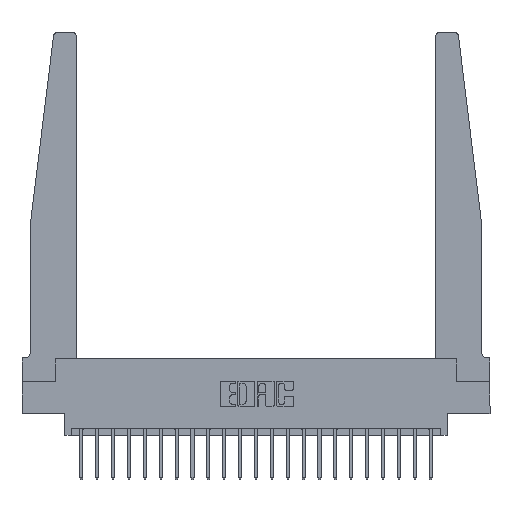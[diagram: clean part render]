
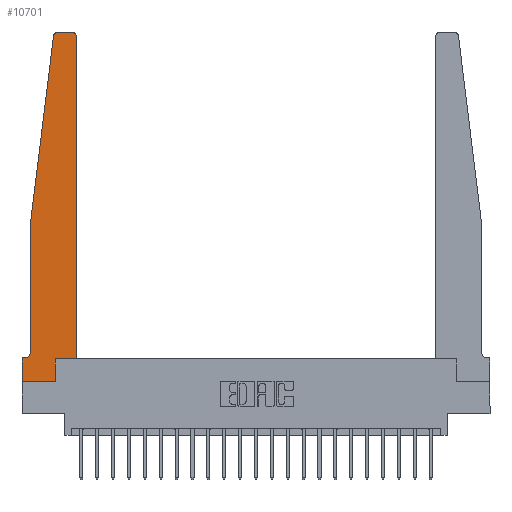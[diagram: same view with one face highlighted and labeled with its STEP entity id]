
A CAD part, top view. The second image highlights one B-rep face of the part: STEP entity #10701.
In plain terms, the highlighted planar face has unit normal (0, 0, 1).
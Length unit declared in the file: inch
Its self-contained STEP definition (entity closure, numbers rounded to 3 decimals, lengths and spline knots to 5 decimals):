
#545 = DIRECTION ( 'NONE',  ( 0., -1., 0. ) ) ;
#745 = DIRECTION ( 'NONE',  ( 1., 0., 0. ) ) ;
#835 = EDGE_CURVE ( 'NONE', #17714, #17104, #12414, .T. ) ;
#1126 = CARTESIAN_POINT ( 'NONE',  ( 0.2605, 0.18, 0.37 ) ) ;
#1152 = CARTESIAN_POINT ( 'NONE',  ( 0.065, 1.25, 0.37 ) ) ;
#1193 = VECTOR ( 'NONE', #745, 39.37008 ) ;
#1284 = ORIENTED_EDGE ( 'NONE', *, *, #20191, .T. ) ;
#1307 = EDGE_CURVE ( 'NONE', #1353, #13809, #7175, .T. ) ;
#1353 = VERTEX_POINT ( 'NONE', #7684 ) ;
#1405 = VECTOR ( 'NONE', #14182, 39.37008 ) ;
#1503 = CARTESIAN_POINT ( 'NONE',  ( 0.065, 0.2375, 0.37 ) ) ;
#1530 = EDGE_CURVE ( 'NONE', #15627, #1353, #14291, .T. ) ;
#1679 = VECTOR ( 'NONE', #14143, 39.37008 ) ;
#1889 = CARTESIAN_POINT ( 'NONE',  ( 0.065, 0.1875, 0.37 ) ) ;
#2510 = VECTOR ( 'NONE', #545, 39.37008 ) ;
#2953 = ORIENTED_EDGE ( 'NONE', *, *, #835, .T. ) ;
#3181 = CARTESIAN_POINT ( 'NONE',  ( 0.425, 2.72, 0.37 ) ) ;
#4016 = EDGE_CURVE ( 'NONE', #19887, #15627, #15523, .T. ) ;
#4080 = AXIS2_PLACEMENT_3D ( 'NONE', #10359, #22386, #12129 ) ;
#4315 = ORIENTED_EDGE ( 'NONE', *, *, #4016, .T. ) ;
#4418 = VECTOR ( 'NONE', #18516, 39.37008 ) ;
#4565 = CARTESIAN_POINT ( 'NONE',  ( 0.425, 0.18, 0.37 ) ) ;
#4658 = DIRECTION ( 'NONE',  ( 1., 0., 0. ) ) ;
#5461 = VERTEX_POINT ( 'NONE', #1126 ) ;
#6561 = VERTEX_POINT ( 'NONE', #14494 ) ;
#7175 = LINE ( 'NONE', #21365, #2510 ) ;
#7684 = CARTESIAN_POINT ( 'NONE',  ( 0.065, 1.25, 0.37 ) ) ;
#7963 = LINE ( 'NONE', #21103, #21215 ) ;
#8074 = EDGE_CURVE ( 'NONE', #18419, #19887, #21923, .T. ) ;
#8092 = DIRECTION ( 'NONE',  ( 0., 1., 0. ) ) ;
#8620 = CARTESIAN_POINT ( 'NONE',  ( 0.015, 0.2375, 0.37 ) ) ;
#9520 = ORIENTED_EDGE ( 'NONE', *, *, #1530, .T. ) ;
#9555 = DIRECTION ( 'NONE',  ( 0., 0., 1. ) ) ;
#9688 = VERTEX_POINT ( 'NONE', #16583 ) ;
#9978 = LINE ( 'NONE', #11245, #1193 ) ;
#10238 = DIRECTION ( 'NONE',  ( -1., 0., 0. ) ) ;
#10359 = CARTESIAN_POINT ( 'NONE',  ( 0.395, 2.72, 0.37 ) ) ;
#10368 = DIRECTION ( 'NONE',  ( -1., 0., 0. ) ) ;
#10372 = EDGE_CURVE ( 'NONE', #17104, #18419, #15951, .T. ) ;
#10621 = ORIENTED_EDGE ( 'NONE', *, *, #12603, .T. ) ;
#10701 = ADVANCED_FACE ( 'NONE', ( #18929 ), #20047, .T. ) ;
#10709 = DIRECTION ( 'NONE',  ( 1., 0., 0. ) ) ;
#10888 = AXIS2_PLACEMENT_3D ( 'NONE', #19891, #9555, #21621 ) ;
#10982 = LINE ( 'NONE', #1889, #1679 ) ;
#11163 = ORIENTED_EDGE ( 'NONE', *, *, #13214, .T. ) ;
#11245 = CARTESIAN_POINT ( 'NONE',  ( 0.425, 0.18, 0.37 ) ) ;
#12129 = DIRECTION ( 'NONE',  ( 1., 0., 0. ) ) ;
#12387 = VECTOR ( 'NONE', #21835, 39.37008 ) ;
#12393 = VERTEX_POINT ( 'NONE', #22233 ) ;
#12414 = LINE ( 'NONE', #4565, #20988 ) ;
#12508 = CARTESIAN_POINT ( 'NONE',  ( 0., 0., 0.37 ) ) ;
#12603 = EDGE_CURVE ( 'NONE', #12393, #6561, #15376, .T. ) ;
#12654 = CIRCLE ( 'NONE', #14640, 0.05 ) ;
#13024 = VERTEX_POINT ( 'NONE', #15520 ) ;
#13214 = EDGE_CURVE ( 'NONE', #6561, #9688, #7963, .T. ) ;
#13396 = CARTESIAN_POINT ( 'NONE',  ( 0., 0.1875, 0.37 ) ) ;
#13809 = VERTEX_POINT ( 'NONE', #1503 ) ;
#14143 = DIRECTION ( 'NONE',  ( -1., 0., 0. ) ) ;
#14182 = DIRECTION ( 'NONE',  ( 0., -1., 0. ) ) ;
#14190 = ORIENTED_EDGE ( 'NONE', *, *, #1307, .T. ) ;
#14291 = LINE ( 'NONE', #1152, #4418 ) ;
#14494 = CARTESIAN_POINT ( 'NONE',  ( 0., 0., 0.37 ) ) ;
#14640 = AXIS2_PLACEMENT_3D ( 'NONE', #8620, #20673, #10368 ) ;
#15140 = DIRECTION ( 'NONE',  ( 0., 0., 1. ) ) ;
#15376 = LINE ( 'NONE', #12508, #1405 ) ;
#15414 = EDGE_LOOP ( 'NONE', ( #22175, #4315, #9520, #14190, #19267, #1284, #10621, #11163, #20321, #20869, #2953, #21404 ) ) ;
#15520 = CARTESIAN_POINT ( 'NONE',  ( 0.015, 0.1875, 0.37 ) ) ;
#15523 = CIRCLE ( 'NONE', #10888, 0.03 ) ;
#15627 = VERTEX_POINT ( 'NONE', #20178 ) ;
#15951 = CIRCLE ( 'NONE', #4080, 0.03 ) ;
#16583 = CARTESIAN_POINT ( 'NONE',  ( 0.2605, 0., 0.37 ) ) ;
#16943 = LINE ( 'NONE', #20039, #12387 ) ;
#17104 = VERTEX_POINT ( 'NONE', #3181 ) ;
#17645 = AXIS2_PLACEMENT_3D ( 'NONE', #13396, #15140, #4658 ) ;
#17714 = VERTEX_POINT ( 'NONE', #22009 ) ;
#18235 = EDGE_CURVE ( 'NONE', #5461, #17714, #9978, .T. ) ;
#18419 = VERTEX_POINT ( 'NONE', #18949 ) ;
#18516 = DIRECTION ( 'NONE',  ( -0.122, -0.992, 0. ) ) ;
#18838 = CARTESIAN_POINT ( 'NONE',  ( 0.25, 2.75, 0.37 ) ) ;
#18929 = FACE_OUTER_BOUND ( 'NONE', #15414, .T. ) ;
#18949 = CARTESIAN_POINT ( 'NONE',  ( 0.395, 2.75, 0.37 ) ) ;
#19267 = ORIENTED_EDGE ( 'NONE', *, *, #19578, .T. ) ;
#19578 = EDGE_CURVE ( 'NONE', #13809, #13024, #12654, .T. ) ;
#19851 = EDGE_CURVE ( 'NONE', #9688, #5461, #16943, .T. ) ;
#19887 = VERTEX_POINT ( 'NONE', #20189 ) ;
#19891 = CARTESIAN_POINT ( 'NONE',  ( 0.27653, 2.72, 0.37 ) ) ;
#20039 = CARTESIAN_POINT ( 'NONE',  ( 0.2605, 0.18, 0.37 ) ) ;
#20047 = PLANE ( 'NONE',  #17645 ) ;
#20178 = CARTESIAN_POINT ( 'NONE',  ( 0.24675, 2.72367, 0.37 ) ) ;
#20189 = CARTESIAN_POINT ( 'NONE',  ( 0.27653, 2.75, 0.37 ) ) ;
#20191 = EDGE_CURVE ( 'NONE', #13024, #12393, #10982, .T. ) ;
#20321 = ORIENTED_EDGE ( 'NONE', *, *, #19851, .T. ) ;
#20673 = DIRECTION ( 'NONE',  ( 0., 0., -1. ) ) ;
#20869 = ORIENTED_EDGE ( 'NONE', *, *, #18235, .T. ) ;
#20988 = VECTOR ( 'NONE', #8092, 39.37008 ) ;
#21103 = CARTESIAN_POINT ( 'NONE',  ( 0., 0., 0.37 ) ) ;
#21215 = VECTOR ( 'NONE', #10709, 39.37008 ) ;
#21365 = CARTESIAN_POINT ( 'NONE',  ( 0.065, 1.25, 0.37 ) ) ;
#21404 = ORIENTED_EDGE ( 'NONE', *, *, #10372, .T. ) ;
#21621 = DIRECTION ( 'NONE',  ( 1., 0., 0. ) ) ;
#21835 = DIRECTION ( 'NONE',  ( 0., 1., 0. ) ) ;
#21923 = LINE ( 'NONE', #18838, #22463 ) ;
#22009 = CARTESIAN_POINT ( 'NONE',  ( 0.425, 0.18, 0.37 ) ) ;
#22175 = ORIENTED_EDGE ( 'NONE', *, *, #8074, .T. ) ;
#22233 = CARTESIAN_POINT ( 'NONE',  ( 0., 0.1875, 0.37 ) ) ;
#22386 = DIRECTION ( 'NONE',  ( 0., 0., 1. ) ) ;
#22463 = VECTOR ( 'NONE', #10238, 39.37008 ) ;
